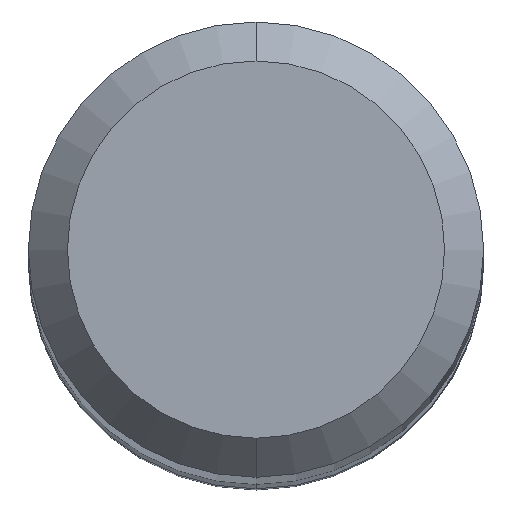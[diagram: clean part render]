
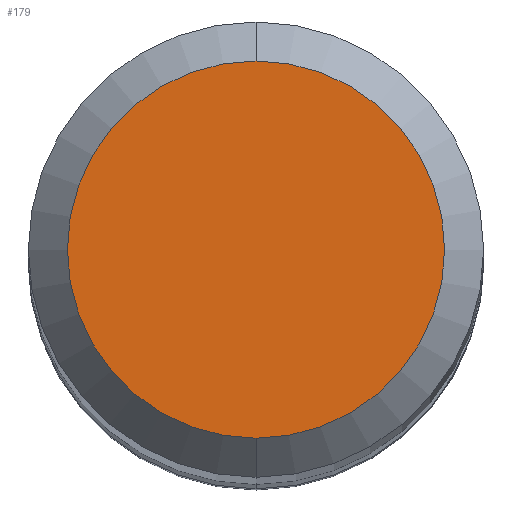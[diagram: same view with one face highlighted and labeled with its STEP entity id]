
A CAD part, top view. The second image highlights one B-rep face of the part: STEP entity #179.
In plain terms, the highlighted planar face has unit normal (0, 0, 1).
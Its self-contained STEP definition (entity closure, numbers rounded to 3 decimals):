
#147=VERTEX_POINT('',#378);
#155=EDGE_CURVE('',#337,#147,#386,.T.);
#179=ADVANCED_FACE('',(#414),#415,.T.);
#191=EDGE_CURVE('',#147,#337,#428,.T.);
#337=VERTEX_POINT('',#595);
#378=CARTESIAN_POINT('',(0.0,1.45,0.0));
#386=CIRCLE('',#645,1.45);
#414=FACE_OUTER_BOUND('',#679,.T.);
#415=PLANE('',#680);
#428=CIRCLE('',#699,1.45);
#595=CARTESIAN_POINT('',(0.,-1.45,0.0));
#645=AXIS2_PLACEMENT_3D('',#941,#942,#943);
#679=EDGE_LOOP('',(#985,#986));
#680=AXIS2_PLACEMENT_3D('',#987,#988,#989);
#699=AXIS2_PLACEMENT_3D('',#1008,#1009,#1010);
#941=CARTESIAN_POINT('',(0.0,0.0,0.0));
#942=DIRECTION('',(0.0,0.0,-1.0));
#943=DIRECTION('',(0.0,1.0,0.0));
#985=ORIENTED_EDGE('',*,*,#191,.F.);
#986=ORIENTED_EDGE('',*,*,#155,.F.);
#987=CARTESIAN_POINT('',(0.0,0.725,0.0));
#988=DIRECTION('',(-0.0,0.0,1.0));
#989=DIRECTION('',(0.0,-1.0,0.0));
#1008=CARTESIAN_POINT('',(0.0,0.0,0.0));
#1009=DIRECTION('',(0.0,0.0,-1.0));
#1010=DIRECTION('',(0.0,1.0,0.0));
